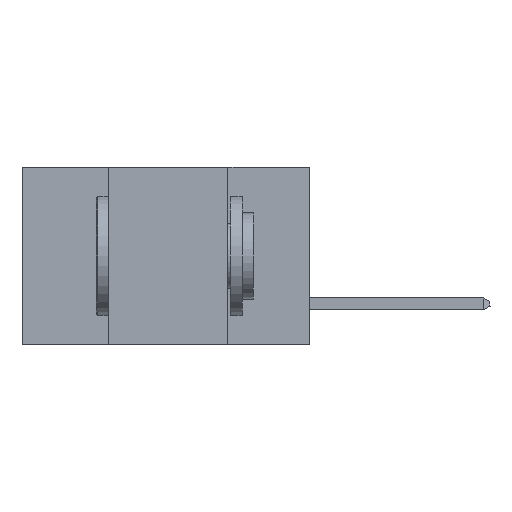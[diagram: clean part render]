
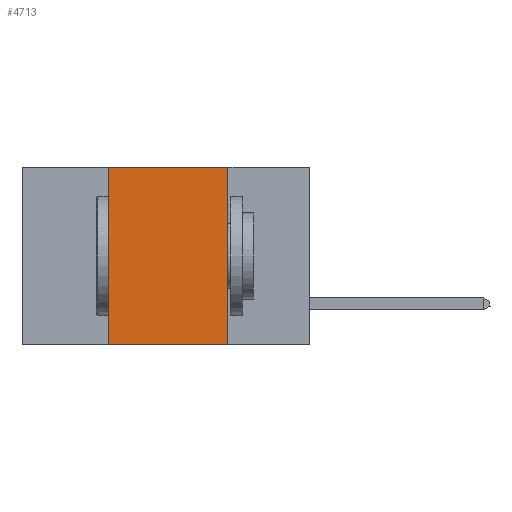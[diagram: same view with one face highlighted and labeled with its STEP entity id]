
A CAD part, left-side view. The second image highlights one B-rep face of the part: STEP entity #4713.
In plain terms, the highlighted planar face has unit normal (-1, 0, 0).
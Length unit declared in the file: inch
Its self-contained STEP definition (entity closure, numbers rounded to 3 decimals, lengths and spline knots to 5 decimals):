
#1293 = VECTOR ( 'NONE', #19181, 39.37008 ) ;
#1489 = VECTOR ( 'NONE', #9199, 39.37008 ) ;
#2467 = FACE_OUTER_BOUND ( 'NONE', #37896, .T. ) ;
#2480 = EDGE_CURVE ( 'NONE', #35201, #37116, #33467, .T. ) ;
#4713 = ADVANCED_FACE ( 'NONE', ( #2467 ), #8708, .F. ) ;
#7675 = ORIENTED_EDGE ( 'NONE', *, *, #28937, .F. ) ;
#8708 = PLANE ( 'NONE',  #8757 ) ;
#8757 = AXIS2_PLACEMENT_3D ( 'NONE', #37792, #29173, #14859 ) ;
#9199 = DIRECTION ( 'NONE',  ( 0., -1., 0. ) ) ;
#9304 = LINE ( 'NONE', #35477, #1489 ) ;
#9651 = EDGE_CURVE ( 'NONE', #34724, #25195, #9304, .T. ) ;
#9932 = DIRECTION ( 'NONE',  ( 0., 0., 1. ) ) ;
#10922 = ORIENTED_EDGE ( 'NONE', *, *, #9651, .F. ) ;
#11400 = LINE ( 'NONE', #12904, #1293 ) ;
#12904 = CARTESIAN_POINT ( 'NONE',  ( 0., 0.17, 0. ) ) ;
#13044 = LINE ( 'NONE', #15952, #37799 ) ;
#14859 = DIRECTION ( 'NONE',  ( 0., 0., -1. ) ) ;
#15869 = DIRECTION ( 'NONE',  ( 0., -1., 0. ) ) ;
#15952 = CARTESIAN_POINT ( 'NONE',  ( 0., 0.42, 0. ) ) ;
#16353 = ORIENTED_EDGE ( 'NONE', *, *, #23991, .F. ) ;
#19181 = DIRECTION ( 'NONE',  ( 0., 0., -1. ) ) ;
#23117 = CARTESIAN_POINT ( 'NONE',  ( 0., 0.42, -0.37 ) ) ;
#23991 = EDGE_CURVE ( 'NONE', #25195, #37116, #11400, .T. ) ;
#25195 = VERTEX_POINT ( 'NONE', #25490 ) ;
#25490 = CARTESIAN_POINT ( 'NONE',  ( 0., 0.17, 0. ) ) ;
#25650 = VECTOR ( 'NONE', #15869, 39.37008 ) ;
#27829 = CARTESIAN_POINT ( 'NONE',  ( 0., 0.17, -0.37 ) ) ;
#28937 = EDGE_CURVE ( 'NONE', #35201, #34724, #13044, .T. ) ;
#29173 = DIRECTION ( 'NONE',  ( 1., 0., 0. ) ) ;
#30216 = CARTESIAN_POINT ( 'NONE',  ( 0., 0.6, -0.37 ) ) ;
#31492 = ORIENTED_EDGE ( 'NONE', *, *, #2480, .T. ) ;
#33467 = LINE ( 'NONE', #30216, #25650 ) ;
#34724 = VERTEX_POINT ( 'NONE', #35212 ) ;
#35201 = VERTEX_POINT ( 'NONE', #23117 ) ;
#35212 = CARTESIAN_POINT ( 'NONE',  ( 0., 0.42, 0. ) ) ;
#35477 = CARTESIAN_POINT ( 'NONE',  ( 0., 0.6, 0. ) ) ;
#37116 = VERTEX_POINT ( 'NONE', #27829 ) ;
#37792 = CARTESIAN_POINT ( 'NONE',  ( 0., 0.6, 0. ) ) ;
#37799 = VECTOR ( 'NONE', #9932, 39.37008 ) ;
#37896 = EDGE_LOOP ( 'NONE', ( #16353, #10922, #7675, #31492 ) ) ;
